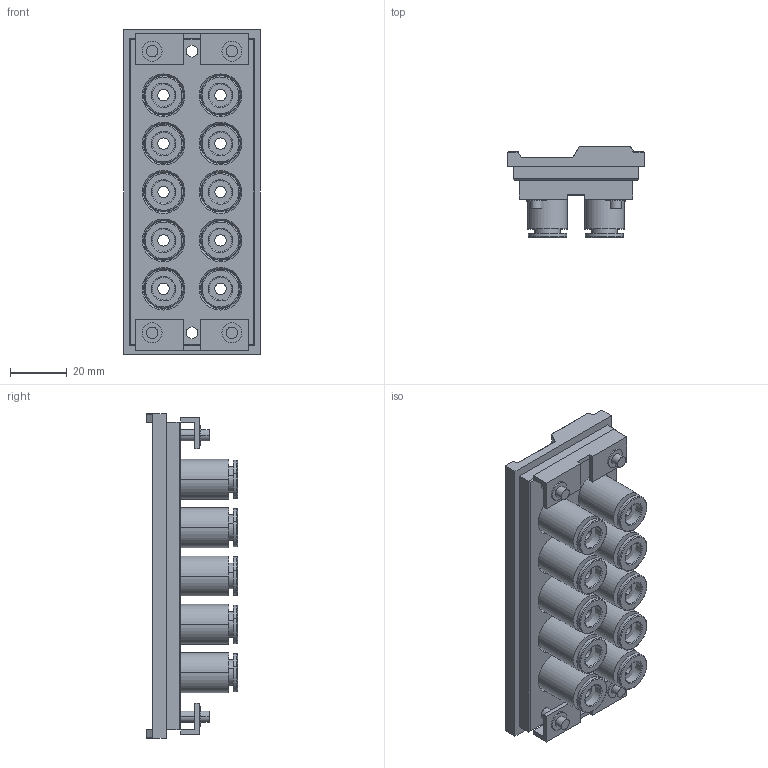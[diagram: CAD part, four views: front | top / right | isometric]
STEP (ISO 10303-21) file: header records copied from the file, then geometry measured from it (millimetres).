
FILE_DESCRIPTION (( 'STEP AP214' ), '1' );
FILE_NAME ('KDM10S-08.step.step', '2012-08-14T06:57:40', ( 'sysAdmin' ), ( 'SolidWorks' ), 'SwSTEP 2.0', 'SolidWorks 2012', '' );
FILE_SCHEMA (( 'AUTOMOTIVE_DESIGN' ));
Length unit declared in the file: millimetre
Products named in the file (6): KDM10S-08.step_KDMPlugSocketCapx10_S08B; KDM10S-08.step; KDM10S-08.step_Caps_08B; KDM10S-08.step_KDMS_08; KDM10S-08.step_KDMPlugSocketCap_S08B; KDM10S-08.step_KDM_10
Assembly tree (14 placements, depth 4):
  KDM10S-08.step
    KDM10S-08.step_KDM_10
    KDM10S-08.step_KDMPlugSocketCapx10_S08B
      KDM10S-08.step_KDMPlugSocketCap_S08B  x10
        KDM10S-08.step_KDMS_08
        KDM10S-08.step_Caps_08B
Bounding box: 48 x 32 x 114 mm (x, y, z)
Volume: 69745.2 mm3; surface area: 46448.9 mm2
Topology: 21 solids, 21 shells, 421 faces, 904 edges, 568 vertices
Faces by surface type: cylinder 188, plane 153, cone 40, torus 40
Entity records: 6588 total; most frequent: DIRECTION 1200, CARTESIAN_POINT 1066, ORIENTED_EDGE 1016, EDGE_CURVE 508, AXIS2_PLACEMENT_3D 450, VERTEX_POINT 316, LINE 300, VECTOR 300
